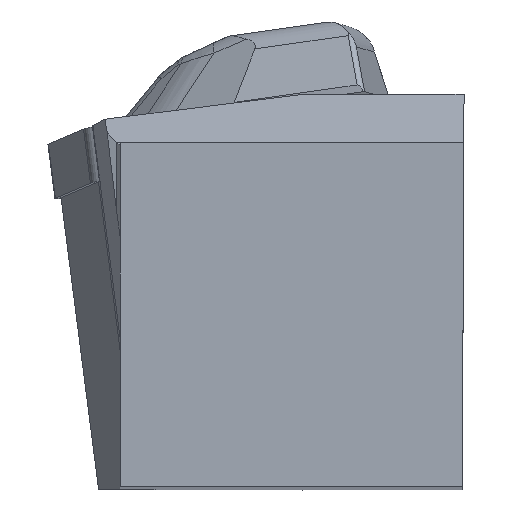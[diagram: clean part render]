
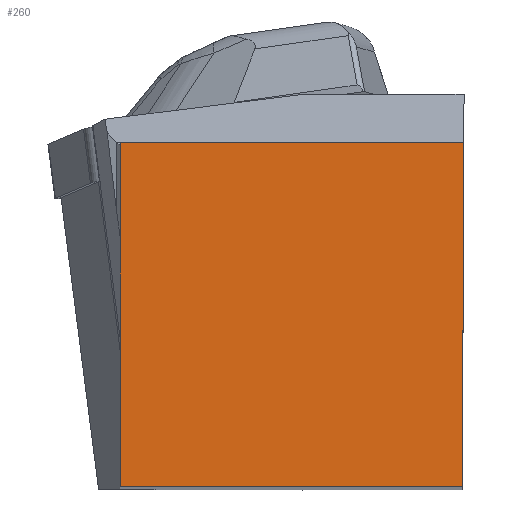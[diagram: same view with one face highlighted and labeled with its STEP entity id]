
A CAD part, top view. The second image highlights one B-rep face of the part: STEP entity #260.
In plain terms, the highlighted planar face has unit normal (0, 0, 1).
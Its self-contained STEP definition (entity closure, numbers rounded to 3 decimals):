
#180=FACE_OUTER_BOUND('',#713,.T.);
#260=ADVANCED_FACE('BLANK_BOXF006',(#180),#333,.F.);
#333=PLANE('',#1730);
#415=LINE('',#2513,#569);
#427=LINE('',#2543,#581);
#444=LINE('',#2580,#598);
#446=LINE('',#2584,#600);
#569=VECTOR('',#1955,1.);
#581=VECTOR('',#1979,1.);
#598=VECTOR('',#2012,1.);
#600=VECTOR('',#2018,1.);
#713=EDGE_LOOP('',(#926,#927,#928,#929));
#926=ORIENTED_EDGE('',*,*,#1441,.F.);
#927=ORIENTED_EDGE('',*,*,#1426,.F.);
#928=ORIENTED_EDGE('',*,*,#1461,.F.);
#929=ORIENTED_EDGE('',*,*,#1463,.F.);
#1264=VERTEX_POINT('',#2512);
#1265=VERTEX_POINT('',#2514);
#1277=VERTEX_POINT('',#2544);
#1288=VERTEX_POINT('',#2579);
#1426=EDGE_CURVE('',#1264,#1265,#415,.T.);
#1441=EDGE_CURVE('',#1265,#1277,#427,.T.);
#1461=EDGE_CURVE('',#1288,#1264,#444,.T.);
#1463=EDGE_CURVE('',#1277,#1288,#446,.T.);
#1730=AXIS2_PLACEMENT_3D('',#2585,#2019,#2020);
#1955=DIRECTION('',(-1.,0.,0.));
#1979=DIRECTION('',(0.,1.,0.));
#2012=DIRECTION('',(-0.004,-1.,0.));
#2018=DIRECTION('',(1.,0.,0.));
#2019=DIRECTION('',(0.,0.,-1.));
#2020=DIRECTION('',(-1.,0.,0.));
#2512=CARTESIAN_POINT('',(-0.218,0.,0.));
#2513=CARTESIAN_POINT('',(326.35,0.,0.));
#2514=CARTESIAN_POINT('',(-49.85,0.,0.));
#2543=CARTESIAN_POINT('',(-49.85,-326.35,0.));
#2544=CARTESIAN_POINT('',(-49.85,49.85,0.));
#2579=CARTESIAN_POINT('',(0.,49.85,0.));
#2580=CARTESIAN_POINT('',(1.206,326.347,0.));
#2584=CARTESIAN_POINT('',(-326.35,49.85,0.));
#2585=CARTESIAN_POINT('',(-85.35,-5.,0.));
